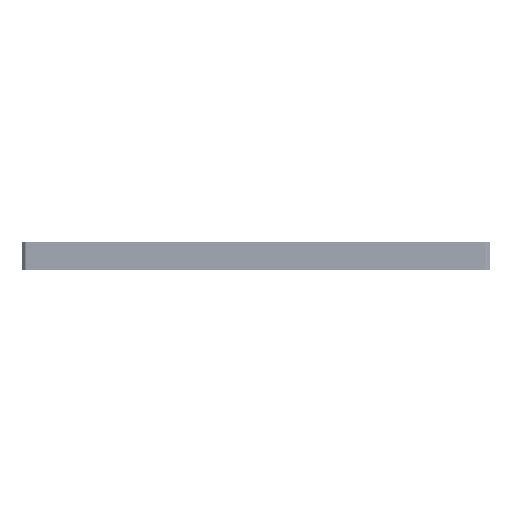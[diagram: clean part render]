
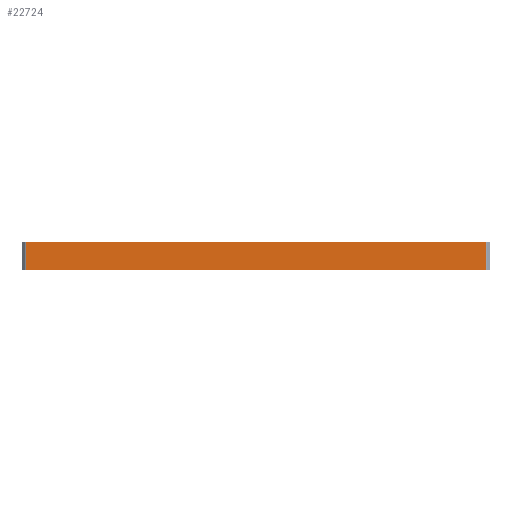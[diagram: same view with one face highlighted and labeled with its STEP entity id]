
A CAD part, left-side view. The second image highlights one B-rep face of the part: STEP entity #22724.
In plain terms, the highlighted planar face has unit normal (-1, 0, 0).
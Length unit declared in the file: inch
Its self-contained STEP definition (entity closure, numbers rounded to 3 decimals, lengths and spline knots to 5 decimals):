
#2390=PLANE('',#24795);
#2456=FACE_OUTER_BOUND('',#4477,.T.);
#4477=EDGE_LOOP('',(#16463,#16464,#16465,#16466));
#6348=LINE('',#32991,#7324);
#6356=LINE('',#33021,#7332);
#6366=LINE('',#34031,#7342);
#6380=LINE('',#34067,#7356);
#7324=VECTOR('',#26618,0.3937);
#7332=VECTOR('',#26642,39.37008);
#7342=VECTOR('',#27568,0.3937);
#7356=VECTOR('',#27610,39.37008);
#10083=VERTEX_POINT('',#32984);
#10086=VERTEX_POINT('',#32989);
#10100=VERTEX_POINT('',#33019);
#10564=VERTEX_POINT('',#34029);
#12230=EDGE_CURVE('',#10086,#10083,#6348,.T.);
#12245=EDGE_CURVE('',#10100,#10086,#6356,.T.);
#12714=EDGE_CURVE('',#10564,#10100,#6366,.T.);
#12732=EDGE_CURVE('',#10083,#10564,#6380,.T.);
#16463=ORIENTED_EDGE('',*,*,#12230,.F.);
#16464=ORIENTED_EDGE('',*,*,#12245,.F.);
#16465=ORIENTED_EDGE('',*,*,#12714,.F.);
#16466=ORIENTED_EDGE('',*,*,#12732,.F.);
#22724=ADVANCED_FACE('',(#2456),#2390,.F.);
#24795=AXIS2_PLACEMENT_3D('',#34984,#28527,#28528);
#26618=DIRECTION('',(0.,0.,-1.));
#26642=DIRECTION('',(0.,-1.,0.));
#27568=DIRECTION('',(0.,0.,1.));
#27610=DIRECTION('',(0.,1.,0.));
#28527=DIRECTION('center_axis',(1.,0.,0.));
#28528=DIRECTION('ref_axis',(0.,0.,-1.));
#32984=CARTESIAN_POINT('',(0.,0.10828,-0.075));
#32989=CARTESIAN_POINT('',(0.,0.10828,0.5));
#32991=CARTESIAN_POINT('',(0.,0.10828,0.5));
#33019=CARTESIAN_POINT('',(0.,9.89172,0.5));
#33021=CARTESIAN_POINT('',(0.,0.,0.5));
#34029=CARTESIAN_POINT('',(0.,9.89172,-0.075));
#34031=CARTESIAN_POINT('',(0.,9.89172,0.5));
#34067=CARTESIAN_POINT('',(0.,0.,-0.075));
#34984=CARTESIAN_POINT('Origin',(0.,0.,0.5));
